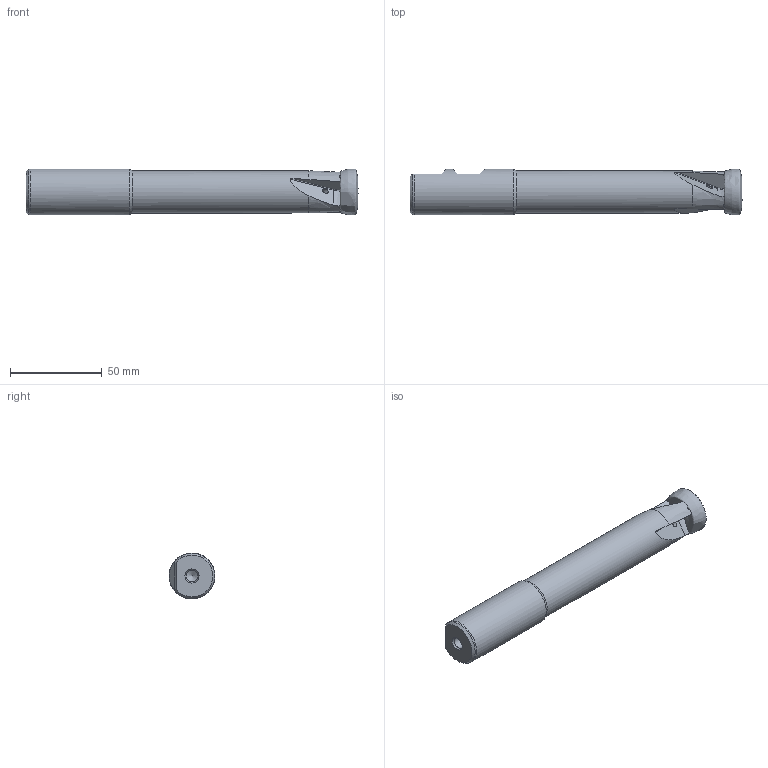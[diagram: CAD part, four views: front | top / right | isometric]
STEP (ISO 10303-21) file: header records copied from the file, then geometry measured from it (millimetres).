
FILE_DESCRIPTION (( 'STEP AP214' ), '1' );
FILE_NAME ('00PP-25-09-3-125.STEP', '2013-09-04T08:03:48', ( '' ), ( '' ), 'SwSTEP 2.0', 'SolidWorks 2013', '' );
FILE_SCHEMA (( 'AUTOMOTIVE_DESIGN' ));
Length unit declared in the file: millimetre
Products named in the file (1): 00PP-25-09-3-125
Bounding box: 180.98 x 25.03 x 25.03 mm (x, y, z)
Volume: 70929.9 mm3; surface area: 18313.7 mm2
Topology: 1 solids, 1 shells, 56 faces, 161 edges, 108 vertices
Faces by surface type: plane 23, cylinder 15, cone 14, torus 3, bspline 1
Full cylindrical faces by diameter (mm): 3 x3, 6.5 x1, 23 x1, 25 x1
Entity records: 3665 total; most frequent: CARTESIAN_POINT 2351, ORIENTED_EDGE 286, DIRECTION 224, EDGE_CURVE 143, VERTEX_POINT 100, AXIS2_PLACEMENT_3D 94, EDGE_LOOP 77, FACE_OUTER_BOUND 61
